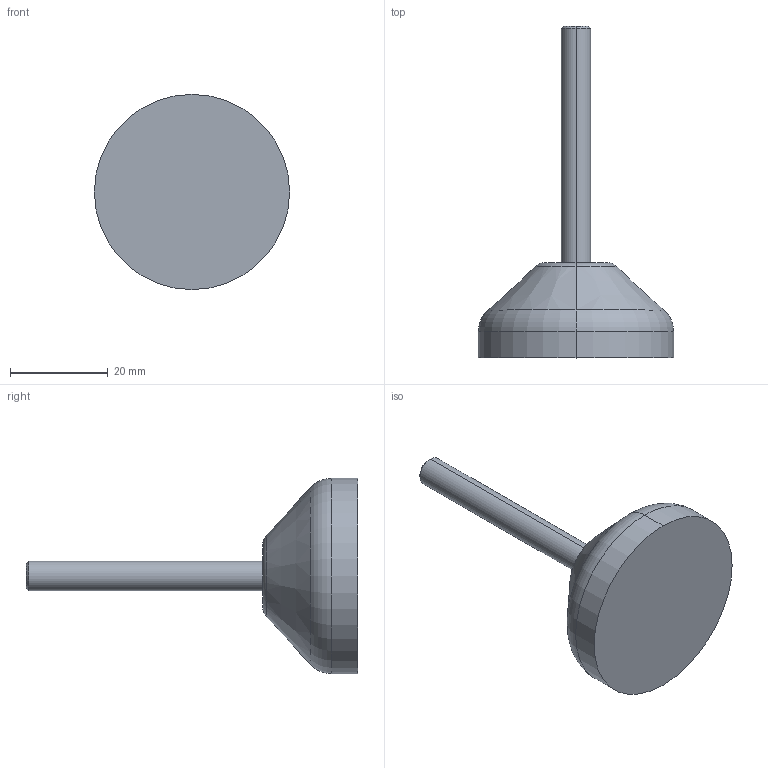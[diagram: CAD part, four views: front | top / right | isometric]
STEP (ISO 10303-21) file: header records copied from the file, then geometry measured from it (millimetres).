
FILE_DESCRIPTION (( 'STEP AP203' ), '1' );
FILE_NAME ('084.401.001.STEP', '2013-01-28T08:56:51', ( 'Alusic' ), ( 'Alusic' ), 'SwSTEP 2.0', 'SolidWorks 2011', '' );
FILE_SCHEMA (( 'CONFIG_CONTROL_DESIGN' ));
Length unit declared in the file: millimetre
Products named in the file (1): 084.401.001
Bounding box: 40 x 68 x 40 mm (x, y, z)
Volume: 18603.3 mm3; surface area: 4766.2 mm2
Topology: 1 solids, 1 shells, 15 faces, 28 edges, 16 vertices
Faces by surface type: cone 4, torus 4, cylinder 4, plane 3
Entity records: 455 total; most frequent: DIRECTION 80, CARTESIAN_POINT 60, ORIENTED_EDGE 56, AXIS2_PLACEMENT_3D 36, EDGE_CURVE 28, CIRCLE 20, VERTEX_POINT 16, EDGE_LOOP 16
